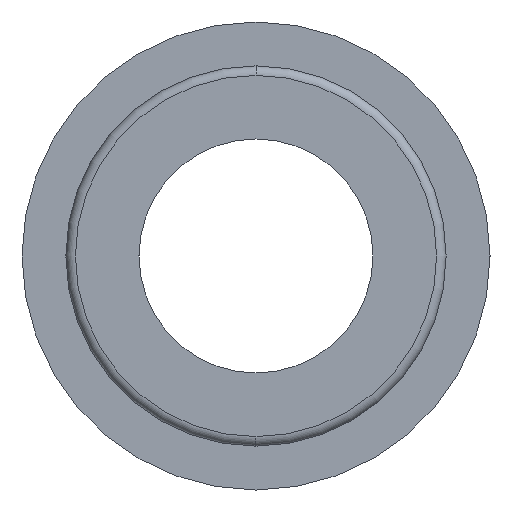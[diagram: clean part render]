
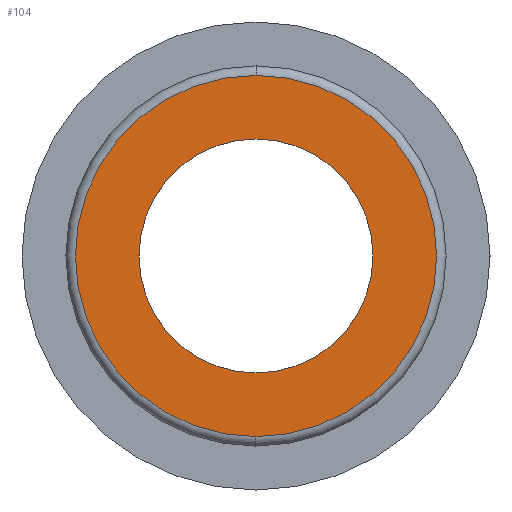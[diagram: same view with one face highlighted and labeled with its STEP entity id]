
A CAD part, left-side view. The second image highlights one B-rep face of the part: STEP entity #104.
In plain terms, the highlighted planar face has unit normal (-1, 0, 0).
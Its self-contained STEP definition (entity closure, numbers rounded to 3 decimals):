
#104=ADVANCED_FACE('',(#241,#242),#243,.T.);
#241=FACE_BOUND('',#392,.T.);
#242=FACE_OUTER_BOUND('',#393,.T.);
#243=PLANE('',#394);
#392=EDGE_LOOP('',(#882,#883));
#393=EDGE_LOOP('',(#884,#885,#886));
#394=AXIS2_PLACEMENT_3D('',#887,#888,#889);
#882=ORIENTED_EDGE('',*,*,#1051,.T.);
#883=ORIENTED_EDGE('',*,*,#1141,.T.);
#884=ORIENTED_EDGE('',*,*,#1148,.T.);
#885=ORIENTED_EDGE('',*,*,#1034,.T.);
#886=ORIENTED_EDGE('',*,*,#1149,.T.);
#887=CARTESIAN_POINT('',(-20.73,-3.088,0.0));
#888=DIRECTION('',(-1.0,0.,0.0));
#889=DIRECTION('',(0.,-1.0,0.0));
#1034=EDGE_CURVE('',#1247,#1253,#1255,.T.);
#1051=EDGE_CURVE('',#1287,#1284,#1288,.T.);
#1141=EDGE_CURVE('',#1284,#1287,#1435,.T.);
#1148=EDGE_CURVE('',#1442,#1247,#1443,.T.);
#1149=EDGE_CURVE('',#1253,#1442,#1444,.T.);
#1247=VERTEX_POINT('',#1619);
#1253=VERTEX_POINT('',#1625);
#1255=CIRCLE('',#1627,6.175);
#1284=VERTEX_POINT('',#1664);
#1287=VERTEX_POINT('',#1668);
#1288=CIRCLE('',#1669,4.0);
#1435=CIRCLE('',#1870,4.0);
#1442=VERTEX_POINT('',#1877);
#1443=CIRCLE('',#1878,6.175);
#1444=CIRCLE('',#1879,6.175);
#1619=CARTESIAN_POINT('',(-20.73,0.,6.175));
#1625=CARTESIAN_POINT('',(-20.73,0.,-6.175));
#1627=AXIS2_PLACEMENT_3D('',#2014,#2015,#2016);
#1664=CARTESIAN_POINT('',(-20.73,-4.0,0.));
#1668=CARTESIAN_POINT('',(-20.73,4.0,0.));
#1669=AXIS2_PLACEMENT_3D('',#2047,#2048,#2049);
#1870=AXIS2_PLACEMENT_3D('',#2209,#2210,#2211);
#1877=CARTESIAN_POINT('',(-20.73,-6.175,0.0));
#1878=AXIS2_PLACEMENT_3D('',#2230,#2231,#2232);
#1879=AXIS2_PLACEMENT_3D('',#2233,#2234,#2235);
#2014=CARTESIAN_POINT('',(-20.73,0.,0.0));
#2015=DIRECTION('',(-1.0,0.,0.0));
#2016=DIRECTION('',(0.,-1.0,0.0));
#2047=CARTESIAN_POINT('',(-20.73,0.,0.0));
#2048=DIRECTION('',(1.0,0.,0.0));
#2049=DIRECTION('',(0.,-1.0,0.0));
#2209=CARTESIAN_POINT('',(-20.73,0.,0.0));
#2210=DIRECTION('',(1.0,0.,0.0));
#2211=DIRECTION('',(0.,-1.0,0.0));
#2230=CARTESIAN_POINT('',(-20.73,0.,0.0));
#2231=DIRECTION('',(-1.0,0.,0.0));
#2232=DIRECTION('',(0.,-1.0,0.0));
#2233=CARTESIAN_POINT('',(-20.73,0.,0.0));
#2234=DIRECTION('',(-1.0,0.,0.0));
#2235=DIRECTION('',(0.,-1.0,0.0));
